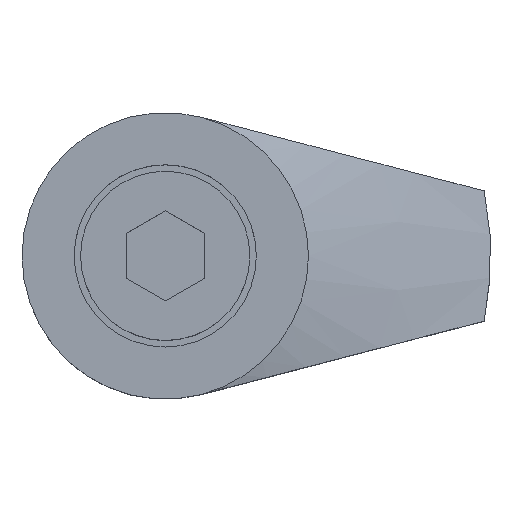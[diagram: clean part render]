
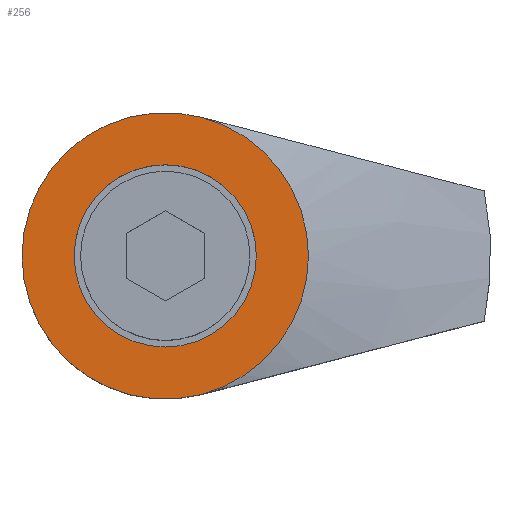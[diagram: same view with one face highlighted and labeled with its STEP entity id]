
A CAD part, top view. The second image highlights one B-rep face of the part: STEP entity #256.
In plain terms, the highlighted planar face has unit normal (0, 0, 1).
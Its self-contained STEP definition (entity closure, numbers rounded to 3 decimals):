
#12 = EDGE_CURVE ( 'NONE', #982, #1169, #354, .T. ) ;
#17 = CARTESIAN_POINT ( 'NONE',  ( 0., 0., 35. ) ) ;
#19 = ORIENTED_EDGE ( 'NONE', *, *, #1063, .F. ) ;
#33 = DIRECTION ( 'NONE',  ( 1., 0., 0. ) ) ;
#64 = ORIENTED_EDGE ( 'NONE', *, *, #12, .T. ) ;
#106 = CIRCLE ( 'NONE', #614, 7. ) ;
#113 = PLANE ( 'NONE',  #203 ) ;
#129 = CIRCLE ( 'NONE', #463, 7. ) ;
#141 = FACE_OUTER_BOUND ( 'NONE', #611, .T. ) ;
#150 = ORIENTED_EDGE ( 'NONE', *, *, #592, .F. ) ;
#191 = CARTESIAN_POINT ( 'NONE',  ( 7., 0., 35. ) ) ;
#203 = AXIS2_PLACEMENT_3D ( 'NONE', #1214, #514, #836 ) ;
#241 = EDGE_CURVE ( 'NONE', #877, #982, #589, .T. ) ;
#247 = AXIS2_PLACEMENT_3D ( 'NONE', #1092, #386, #1010 ) ;
#256 = ADVANCED_FACE ( 'NONE', ( #1120, #141 ), #113, .T. ) ;
#354 = CIRCLE ( 'NONE', #247, 11. ) ;
#386 = DIRECTION ( 'NONE',  ( 0., 0., 1. ) ) ;
#408 = ORIENTED_EDGE ( 'NONE', *, *, #241, .T. ) ;
#420 = AXIS2_PLACEMENT_3D ( 'NONE', #1257, #862, #1046 ) ;
#439 = CARTESIAN_POINT ( 'NONE',  ( 0., 0., 35. ) ) ;
#452 = VERTEX_POINT ( 'NONE', #559 ) ;
#463 = AXIS2_PLACEMENT_3D ( 'NONE', #17, #722, #603 ) ;
#514 = DIRECTION ( 'NONE',  ( 0., 0., 1. ) ) ;
#546 = ORIENTED_EDGE ( 'NONE', *, *, #1216, .T. ) ;
#559 = CARTESIAN_POINT ( 'NONE',  ( -7., 0., 35. ) ) ;
#589 = CIRCLE ( 'NONE', #761, 11. ) ;
#592 = EDGE_CURVE ( 'NONE', #452, #927, #106, .T. ) ;
#598 = CARTESIAN_POINT ( 'NONE',  ( 2.767, 10.646, 35. ) ) ;
#599 = CARTESIAN_POINT ( 'NONE',  ( 0., 0., 35. ) ) ;
#603 = DIRECTION ( 'NONE',  ( 1., 0., 0. ) ) ;
#611 = EDGE_LOOP ( 'NONE', ( #64, #546, #408 ) ) ;
#614 = AXIS2_PLACEMENT_3D ( 'NONE', #599, #1022, #918 ) ;
#722 = DIRECTION ( 'NONE',  ( 0., 0., 1. ) ) ;
#761 = AXIS2_PLACEMENT_3D ( 'NONE', #439, #922, #33 ) ;
#770 = CARTESIAN_POINT ( 'NONE',  ( 2.767, -10.646, 35. ) ) ;
#825 = CARTESIAN_POINT ( 'NONE',  ( -11., 0., 35. ) ) ;
#836 = DIRECTION ( 'NONE',  ( 1., 0., 0. ) ) ;
#862 = DIRECTION ( 'NONE',  ( 0., 0., 1. ) ) ;
#877 = VERTEX_POINT ( 'NONE', #770 ) ;
#918 = DIRECTION ( 'NONE',  ( 1., 0., 0. ) ) ;
#922 = DIRECTION ( 'NONE',  ( 0., 0., 1. ) ) ;
#927 = VERTEX_POINT ( 'NONE', #191 ) ;
#982 = VERTEX_POINT ( 'NONE', #598 ) ;
#1010 = DIRECTION ( 'NONE',  ( 1., 0., 0. ) ) ;
#1022 = DIRECTION ( 'NONE',  ( 0., 0., 1. ) ) ;
#1046 = DIRECTION ( 'NONE',  ( 1., 0., 0. ) ) ;
#1063 = EDGE_CURVE ( 'NONE', #927, #452, #129, .T. ) ;
#1092 = CARTESIAN_POINT ( 'NONE',  ( 0., 0., 35. ) ) ;
#1120 = FACE_BOUND ( 'NONE', #1134, .T. ) ;
#1134 = EDGE_LOOP ( 'NONE', ( #19, #150 ) ) ;
#1169 = VERTEX_POINT ( 'NONE', #825 ) ;
#1214 = CARTESIAN_POINT ( 'NONE',  ( 0., 0., 35. ) ) ;
#1216 = EDGE_CURVE ( 'NONE', #1169, #877, #1292, .T. ) ;
#1257 = CARTESIAN_POINT ( 'NONE',  ( 0., 0., 35. ) ) ;
#1292 = CIRCLE ( 'NONE', #420, 11. ) ;
